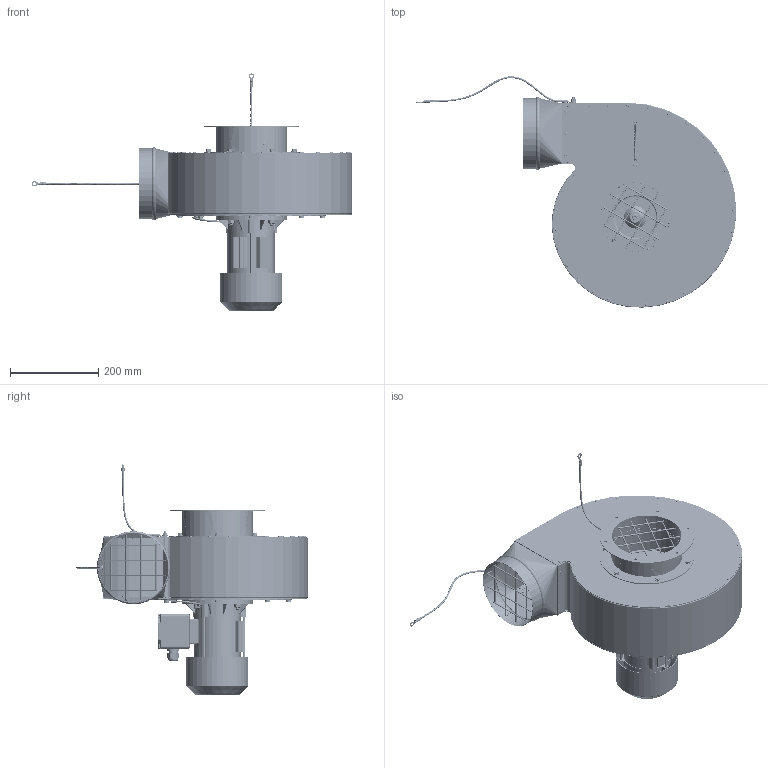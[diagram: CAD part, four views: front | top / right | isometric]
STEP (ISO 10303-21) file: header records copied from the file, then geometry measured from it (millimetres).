
FILE_DESCRIPTION(/* description */ ('WPA-5-E-N/Ex'),/* implementation_level */ '2;1');
FILE_NAME(/* name */ '888W02 - WPA-5-E-N_Ex.stp',/* time_stamp */ '2022-05-09T08:48:57+02:00',/* author */ ('mgr inż.B.Kitowicz'),/* organization */ ('KLIMAWENT S.A.'),/* preprocessor_version */ 'ST-DEVELOPER v18.1',/* originating_system */ 'Autodesk Inventor 2021',/* authorisation */ '');
FILE_SCHEMA (('AUTOMOTIVE_DESIGN { 1 0 10303 214 3 1 1 }'));
Length unit declared in the file: millimetre
Products named in the file (1): 888W02
Bounding box: 727.73 x 525.09 x 538.52 mm (x, y, z)
Volume: 3280842.6 mm3; surface area: 1514212.7 mm2
Topology: 22 solids, 22 shells, 5800 faces, 14372 edges, 9327 vertices
Faces by surface type: plane 2998, bspline 1241, cylinder 1150, torus 231, cone 163, sphere 17
Full cylindrical faces by diameter (mm): 3 x24, 3.2 x88, 3.3 x5, 3.4 x14, 3.5 x66, 4 x14, 4.3 x8, 4.5 x6, 4.8 x3, 4.917 x1, 5.5 x6, 6 x41, 6.1 x2, 6.4 x3, 6.5 x97, 7 x16, 7.92 x8, 8 x16, 8.2 x2, 8.4 x1, 8.5 x1, 8.88 x14, 8.92 x6, 9 x4, 10 x4, 11.63 x4, 12.5 x1, 14 x1, 20 x1, 27 x1
Entity records: 193558 total; most frequent: CARTESIAN_POINT 55230, ORIENTED_EDGE 28748, DIRECTION 24725, EDGE_CURVE 14374, VERTEX_POINT 9355, AXIS2_PLACEMENT_3D 8495, LINE 7735, VECTOR 7735
